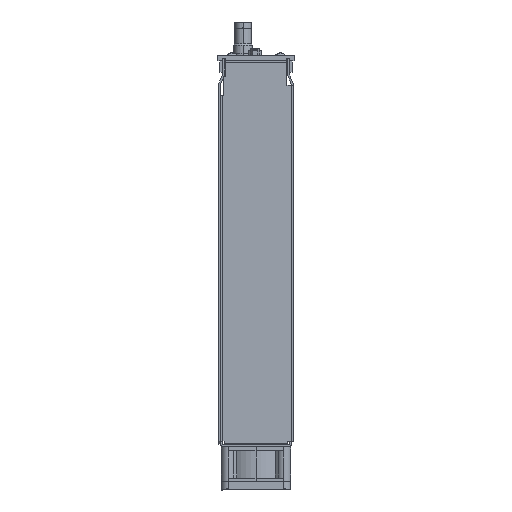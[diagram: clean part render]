
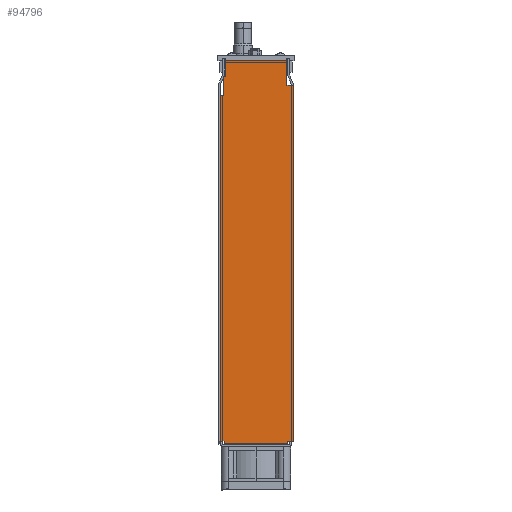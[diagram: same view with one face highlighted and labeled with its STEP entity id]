
A CAD part, left-side view. The second image highlights one B-rep face of the part: STEP entity #94796.
In plain terms, the highlighted face is planar.
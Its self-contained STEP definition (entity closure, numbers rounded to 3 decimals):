
#21422 = CARTESIAN_POINT ( 'NONE',  ( 447.975, 219., -3. ) ) ;
#21423 = LINE ( 'NONE', #21422, #21508 ) ;
#21507 = DIRECTION ( 'NONE',  ( 0., 0., 1. ) ) ;
#21508 = VECTOR ( 'NONE', #21507, 1000. ) ;
#21559 = CARTESIAN_POINT ( 'NONE',  ( 447.975, 219., -3. ) ) ;
#21569 = CARTESIAN_POINT ( 'NONE',  ( 447.975, 219., 0. ) ) ;
#22994 = CARTESIAN_POINT ( 'NONE',  ( 447.975, 221., -3. ) ) ;
#23046 = CARTESIAN_POINT ( 'NONE',  ( 447.975, 221., -39.588 ) ) ;
#23052 = CARTESIAN_POINT ( 'NONE',  ( 447.975, 219., -41.588 ) ) ;
#23053 = LINE ( 'NONE', #23052, #23159 ) ;
#23093 = DIRECTION ( 'NONE',  ( 0., -1., 0. ) ) ;
#23104 = VECTOR ( 'NONE', #23093, 1000. ) ;
#23105 = CARTESIAN_POINT ( 'NONE',  ( 447.975, 219., -3. ) ) ;
#23107 = LINE ( 'NONE', #23105, #23104 ) ;
#23113 = LINE ( 'NONE', #23135, #23121 ) ;
#23120 = CARTESIAN_POINT ( 'NONE',  ( 447.975, 21., -41.588 ) ) ;
#23121 = VECTOR ( 'NONE', #23134, 1000. ) ;
#23134 = DIRECTION ( 'NONE',  ( 0., 1., 0. ) ) ;
#23135 = CARTESIAN_POINT ( 'NONE',  ( 447.975, 1., -38.972 ) ) ;
#23158 = DIRECTION ( 'NONE',  ( 0., 0., 1. ) ) ;
#23159 = VECTOR ( 'NONE', #23158, 1000. ) ;
#23196 = DIRECTION ( 'NONE',  ( 0., 1., 0. ) ) ;
#23197 = VECTOR ( 'NONE', #23196, 1000. ) ;
#23198 = CARTESIAN_POINT ( 'NONE',  ( 447.975, 219., -39.588 ) ) ;
#23199 = CARTESIAN_POINT ( 'NONE',  ( 447.975, 219., -39.588 ) ) ;
#23201 = LINE ( 'NONE', #23198, #23197 ) ;
#23209 = DIRECTION ( 'NONE',  ( 0., 0., 1. ) ) ;
#23210 = VECTOR ( 'NONE', #23209, 1000. ) ;
#23211 = CARTESIAN_POINT ( 'NONE',  ( 447.975, 221., -39.588 ) ) ;
#23212 = LINE ( 'NONE', #23211, #23210 ) ;
#23344 = DIRECTION ( 'NONE',  ( 0., 1., 0. ) ) ;
#23345 = VECTOR ( 'NONE', #23344, 1000. ) ;
#23355 = CARTESIAN_POINT ( 'NONE',  ( 447.975, 1., -3.544 ) ) ;
#23356 = CARTESIAN_POINT ( 'NONE',  ( 447.975, 219., -41.588 ) ) ;
#23357 = CARTESIAN_POINT ( 'NONE',  ( 447.975, 21., -41.588 ) ) ;
#23358 = LINE ( 'NONE', #23357, #23345 ) ;
#23396 = CARTESIAN_POINT ( 'NONE',  ( 447.975, 21., -39.988 ) ) ;
#23408 = DIRECTION ( 'NONE',  ( 0., 1., 0. ) ) ;
#23409 = VECTOR ( 'NONE', #23408, 1000. ) ;
#23411 = CARTESIAN_POINT ( 'NONE',  ( 447.975, 9.763, -39.988 ) ) ;
#23419 = CARTESIAN_POINT ( 'NONE',  ( 447.975, 9.763, -38.972 ) ) ;
#23421 = LINE ( 'NONE', #23411, #23409 ) ;
#23473 = DIRECTION ( 'NONE',  ( 0., 0., -1. ) ) ;
#23475 = VECTOR ( 'NONE', #23473, 1000. ) ;
#23477 = CARTESIAN_POINT ( 'NONE',  ( 447.975, 9.763, -39.988 ) ) ;
#23479 = LINE ( 'NONE', #23477, #23475 ) ;
#23502 = CARTESIAN_POINT ( 'NONE',  ( 447.975, 21., -41.588 ) ) ;
#23504 = LINE ( 'NONE', #23502, #23512 ) ;
#23511 = DIRECTION ( 'NONE',  ( 0., 0., -1. ) ) ;
#23512 = VECTOR ( 'NONE', #23511, 1000. ) ;
#23513 = CARTESIAN_POINT ( 'NONE',  ( 447.975, 9.763, -39.988 ) ) ;
#23524 = CARTESIAN_POINT ( 'NONE',  ( 447.975, 15., -3.544 ) ) ;
#23603 = DIRECTION ( 'NONE',  ( 0., 0., -1. ) ) ;
#23604 = VECTOR ( 'NONE', #23603, 1000. ) ;
#23605 = CARTESIAN_POINT ( 'NONE',  ( 447.975, 1., -38.972 ) ) ;
#23606 = LINE ( 'NONE', #23605, #23604 ) ;
#23692 = CARTESIAN_POINT ( 'NONE',  ( 447.975, 1., -38.972 ) ) ;
#23723 = DIRECTION ( 'NONE',  ( 0., -1., 0. ) ) ;
#23724 = VECTOR ( 'NONE', #23723, 1000. ) ;
#23726 = CARTESIAN_POINT ( 'NONE',  ( 447.975, 15., 0. ) ) ;
#23727 = LINE ( 'NONE', #23726, #23724 ) ;
#23760 = DIRECTION ( 'NONE',  ( 0., -1., 0. ) ) ;
#23761 = VECTOR ( 'NONE', #23760, 1000. ) ;
#23762 = CARTESIAN_POINT ( 'NONE',  ( 447.975, 1., -3.544 ) ) ;
#23763 = LINE ( 'NONE', #23762, #23761 ) ;
#23780 = DIRECTION ( 'NONE',  ( 0., 0., -1. ) ) ;
#23782 = VECTOR ( 'NONE', #23780, 1000. ) ;
#23783 = CARTESIAN_POINT ( 'NONE',  ( 447.975, 15., 0. ) ) ;
#23784 = LINE ( 'NONE', #23783, #23782 ) ;
#23785 = CARTESIAN_POINT ( 'NONE',  ( 447.975, 15., 0. ) ) ;
#23820 = PLANE ( 'NONE',  #23832 ) ;
#23825 = FACE_OUTER_BOUND ( 'NONE', #94838, .T. ) ;
#23832 = AXIS2_PLACEMENT_3D ( 'NONE', #23923, #23922, #23919 ) ;
#23919 = DIRECTION ( 'NONE',  ( 0., 0., -1. ) ) ;
#23922 = DIRECTION ( 'NONE',  ( -1., 0., 0. ) ) ;
#23923 = CARTESIAN_POINT ( 'NONE',  ( 447.975, 221., -3. ) ) ;
#93359 = EDGE_CURVE ( 'NONE', #93401, #93404, #21423, .T. ) ;
#93401 = VERTEX_POINT ( 'NONE', #21559 ) ;
#93404 = VERTEX_POINT ( 'NONE', #21569 ) ;
#94251 = VERTEX_POINT ( 'NONE', #23046 ) ;
#94279 = EDGE_CURVE ( 'NONE', #94292, #93401, #23107, .T. ) ;
#94292 = VERTEX_POINT ( 'NONE', #22994 ) ;
#94316 = EDGE_CURVE ( 'NONE', #94441, #94367, #23053, .T. ) ;
#94338 = VERTEX_POINT ( 'NONE', #23120 ) ;
#94341 = EDGE_CURVE ( 'NONE', #94251, #94292, #23212, .T. ) ;
#94349 = EDGE_CURVE ( 'NONE', #94367, #94251, #23201, .T. ) ;
#94367 = VERTEX_POINT ( 'NONE', #23199 ) ;
#94429 = EDGE_CURVE ( 'NONE', #94338, #94441, #23358, .T. ) ;
#94430 = VERTEX_POINT ( 'NONE', #23355 ) ;
#94441 = VERTEX_POINT ( 'NONE', #23356 ) ;
#94450 = VERTEX_POINT ( 'NONE', #23419 ) ;
#94452 = EDGE_CURVE ( 'NONE', #94472, #94470, #23421, .T. ) ;
#94470 = VERTEX_POINT ( 'NONE', #23396 ) ;
#94472 = VERTEX_POINT ( 'NONE', #23513 ) ;
#94484 = EDGE_CURVE ( 'NONE', #94470, #94338, #23504, .T. ) ;
#94489 = EDGE_CURVE ( 'NONE', #94450, #94472, #23479, .T. ) ;
#94537 = VERTEX_POINT ( 'NONE', #23524 ) ;
#94550 = EDGE_CURVE ( 'NONE', #94430, #94605, #23606, .T. ) ;
#94597 = EDGE_CURVE ( 'NONE', #94605, #94450, #23113, .T. ) ;
#94605 = VERTEX_POINT ( 'NONE', #23692 ) ;
#94643 = EDGE_CURVE ( 'NONE', #93404, #94688, #23727, .T. ) ;
#94686 = EDGE_CURVE ( 'NONE', #94688, #94537, #23784, .T. ) ;
#94688 = VERTEX_POINT ( 'NONE', #23785 ) ;
#94700 = EDGE_CURVE ( 'NONE', #94537, #94430, #23763, .T. ) ;
#94757 = ORIENTED_EDGE ( 'NONE', *, *, #94279, .T. ) ;
#94759 = ORIENTED_EDGE ( 'NONE', *, *, #94550, .T. ) ;
#94762 = ORIENTED_EDGE ( 'NONE', *, *, #94643, .T. ) ;
#94765 = ORIENTED_EDGE ( 'NONE', *, *, #94489, .T. ) ;
#94769 = ORIENTED_EDGE ( 'NONE', *, *, #94700, .T. ) ;
#94774 = ORIENTED_EDGE ( 'NONE', *, *, #94597, .T. ) ;
#94778 = ORIENTED_EDGE ( 'NONE', *, *, #94452, .T. ) ;
#94796 = ADVANCED_FACE ( 'NONE', ( #23825 ), #23820, .F. ) ;
#94798 = ORIENTED_EDGE ( 'NONE', *, *, #94341, .T. ) ;
#94800 = ORIENTED_EDGE ( 'NONE', *, *, #94316, .T. ) ;
#94802 = ORIENTED_EDGE ( 'NONE', *, *, #93359, .T. ) ;
#94804 = ORIENTED_EDGE ( 'NONE', *, *, #94349, .T. ) ;
#94807 = ORIENTED_EDGE ( 'NONE', *, *, #94686, .T. ) ;
#94822 = ORIENTED_EDGE ( 'NONE', *, *, #94429, .T. ) ;
#94835 = ORIENTED_EDGE ( 'NONE', *, *, #94484, .T. ) ;
#94838 = EDGE_LOOP ( 'NONE', ( #94835, #94822, #94800, #94804, #94798, #94757, #94802, #94762, #94807, #94769, #94759, #94774, #94765, #94778 ) ) ;
